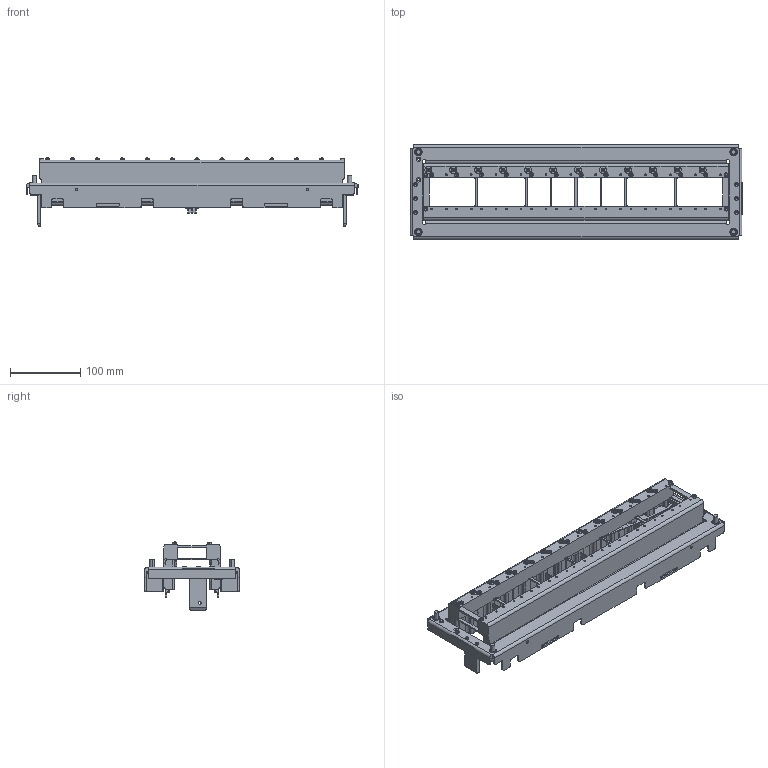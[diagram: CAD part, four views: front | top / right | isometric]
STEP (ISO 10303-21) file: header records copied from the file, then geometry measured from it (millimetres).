
FILE_DESCRIPTION (( 'STEP AP214' ), '1' );
FILE_NAME ('INGUN_111819.STEP', '2021-08-24T06:58:17', ( '' ), ( '' ), 'SwSTEP 2.0', 'SolidWorks 2018', '' );
FILE_SCHEMA (( 'AUTOMOTIVE_DESIGN' ));
Length unit declared in the file: millimetre
Products named in the file (1): INGUN_111819
Bounding box: 474.05 x 135 x 97.35 mm (x, y, z)
Volume: 1174485.7 mm3; surface area: 365501 mm2
Topology: 9 solids, 80 shells, 8396 faces, 23217 edges, 15206 vertices
Faces by surface type: plane 6800, cylinder 972, bspline 480, cone 144
Entity records: 364801 total; most frequent: CARTESIAN_POINT 60329, ORIENTED_EDGE 45954, DIRECTION 40203, EDGE_CURVE 22977, LINE 19415, VECTOR 19415, VERTEX_POINT 15206, AXIS2_PLACEMENT_3D 10394
